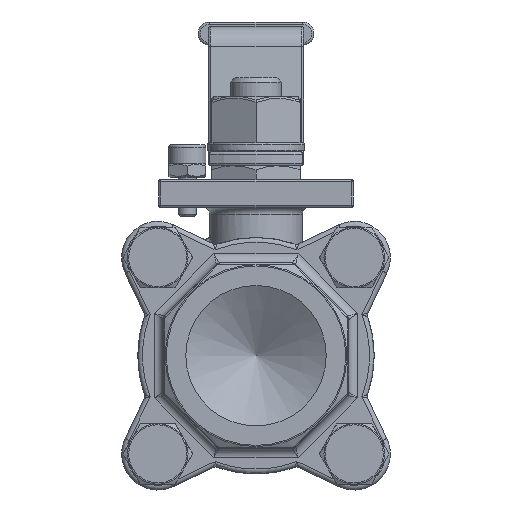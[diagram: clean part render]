
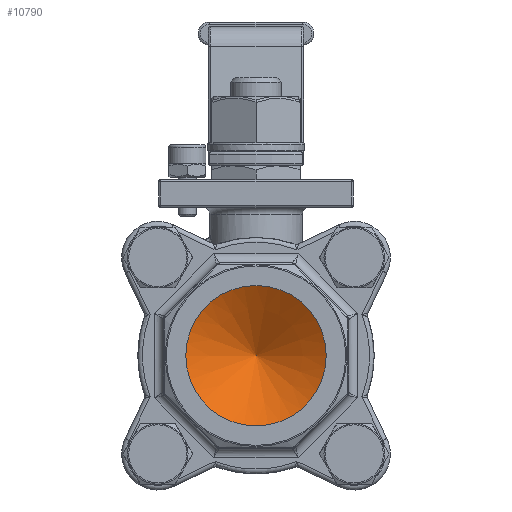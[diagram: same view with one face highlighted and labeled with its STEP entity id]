
A CAD part, front view. The second image highlights one B-rep face of the part: STEP entity #10790.
In plain terms, the highlighted conical face has half-angle 59 degrees and reference radius 7.573 mm.
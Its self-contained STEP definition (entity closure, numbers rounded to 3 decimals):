
#10774=CARTESIAN_POINT('',(0.0,4.55,0.));
#10775=DIRECTION('',(0.0,-1.0,0.0));
#10776=DIRECTION('',(1.0,0.0,0.0));
#10777=AXIS2_PLACEMENT_3D('',#10774,#10775,#10776);
#10778=CONICAL_SURFACE('',#10777,7.573,59.);
#10779=CARTESIAN_POINT('',(15.146,0.0,0.));
#10780=VERTEX_POINT('',#10779);
#10781=CARTESIAN_POINT('',(0.0,0.0,0.));
#10782=DIRECTION('',(0.0,-1.0,0.0));
#10783=DIRECTION('',(1.0,0.0,0.0));
#10784=AXIS2_PLACEMENT_3D('',#10781,#10782,#10783);
#10785=CIRCLE('',#10784,15.146);
#10786=EDGE_CURVE('',#10780,#10780,#10785,.T.);
#10787=ORIENTED_EDGE('',*,*,#10786,.T.);
#10788=EDGE_LOOP('',(#10787));
#10789=FACE_OUTER_BOUND('',#10788,.T.);
#10790=ADVANCED_FACE('',(#10789),#10778,.F.);
